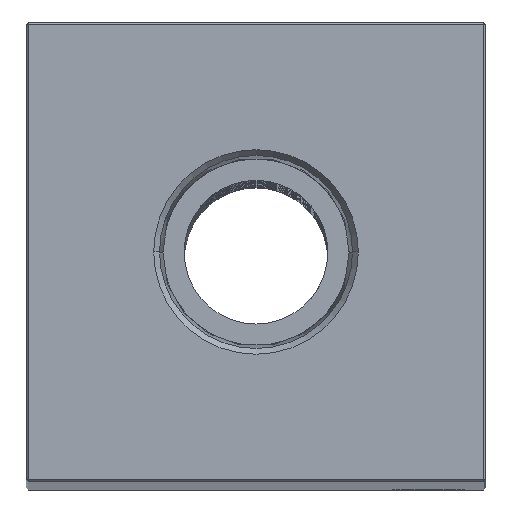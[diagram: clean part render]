
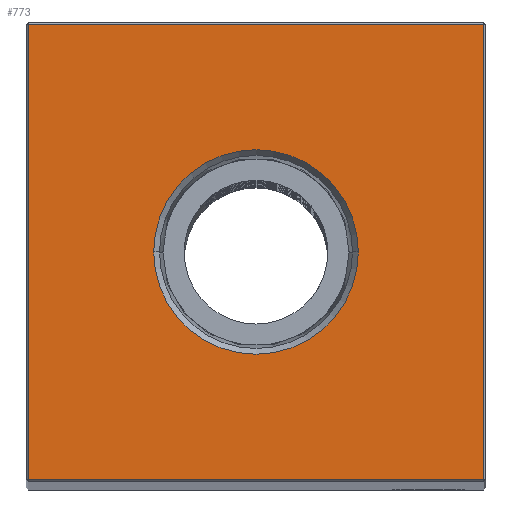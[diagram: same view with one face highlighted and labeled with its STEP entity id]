
A CAD part, top view. The second image highlights one B-rep face of the part: STEP entity #773.
In plain terms, the highlighted planar face has unit normal (0, 0, 1).
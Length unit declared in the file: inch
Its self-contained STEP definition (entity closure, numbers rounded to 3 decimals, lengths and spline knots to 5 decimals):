
#690 = VERTEX_POINT ( 'NONE', #16411 ) ;
#773 = ADVANCED_FACE ( 'NONE', ( #19176, #1762 ), #19614, .F. ) ;
#796 = DIRECTION ( 'NONE',  ( 0., -1., 0. ) ) ;
#1159 = CARTESIAN_POINT ( 'NONE',  ( 0.44487, 0., 20.25 ) ) ;
#1478 = EDGE_CURVE ( 'NONE', #11752, #17692, #25685, .T. ) ;
#1481 = VECTOR ( 'NONE', #4720, 39.37008 ) ;
#1624 = DIRECTION ( 'NONE',  ( -1., 0., 0. ) ) ;
#1762 = FACE_BOUND ( 'NONE', #22389, .T. ) ;
#2568 = VECTOR ( 'NONE', #15802, 39.37008 ) ;
#3272 = LINE ( 'NONE', #7541, #24499 ) ;
#3709 = ORIENTED_EDGE ( 'NONE', *, *, #23041, .F. ) ;
#4720 = DIRECTION ( 'NONE',  ( 1., 0., 0. ) ) ;
#6626 = DIRECTION ( 'NONE',  ( 1., 0., 0. ) ) ;
#7541 = CARTESIAN_POINT ( 'NONE',  ( -0.99, 0., 20.25 ) ) ;
#8085 = EDGE_LOOP ( 'NONE', ( #24015, #13920, #24701, #25040 ) ) ;
#8213 = DIRECTION ( 'NONE',  ( 0., 0., -1. ) ) ;
#8688 = EDGE_CURVE ( 'NONE', #13546, #28442, #3272, .T. ) ;
#8783 = CARTESIAN_POINT ( 'NONE',  ( 0., 0.99, 20.25 ) ) ;
#9059 = CIRCLE ( 'NONE', #10918, 0.44487 ) ;
#10407 = CARTESIAN_POINT ( 'NONE',  ( 0., 0., 20.25 ) ) ;
#10507 = CIRCLE ( 'NONE', #15192, 0.44487 ) ;
#10827 = CARTESIAN_POINT ( 'NONE',  ( -0.99, -0.99, 20.25 ) ) ;
#10867 = EDGE_CURVE ( 'NONE', #690, #13427, #10507, .T. ) ;
#10892 = EDGE_CURVE ( 'NONE', #17692, #13546, #18278, .T. ) ;
#10918 = AXIS2_PLACEMENT_3D ( 'NONE', #26514, #11296, #6626 ) ;
#11296 = DIRECTION ( 'NONE',  ( 0., 0., 1. ) ) ;
#11306 = CARTESIAN_POINT ( 'NONE',  ( 0., -0.99, 20.25 ) ) ;
#11752 = VERTEX_POINT ( 'NONE', #18575 ) ;
#13427 = VERTEX_POINT ( 'NONE', #1159 ) ;
#13546 = VERTEX_POINT ( 'NONE', #13891 ) ;
#13891 = CARTESIAN_POINT ( 'NONE',  ( -0.99, 0.99, 20.25 ) ) ;
#13904 = DIRECTION ( 'NONE',  ( 0., 0., 1. ) ) ;
#13920 = ORIENTED_EDGE ( 'NONE', *, *, #18437, .T. ) ;
#14492 = AXIS2_PLACEMENT_3D ( 'NONE', #10407, #8213, #1624 ) ;
#15192 = AXIS2_PLACEMENT_3D ( 'NONE', #22806, #13904, #24575 ) ;
#15802 = DIRECTION ( 'NONE',  ( -1., 0., 0. ) ) ;
#16411 = CARTESIAN_POINT ( 'NONE',  ( -0.44487, 0., 20.25 ) ) ;
#17692 = VERTEX_POINT ( 'NONE', #21228 ) ;
#18253 = VECTOR ( 'NONE', #28180, 39.37008 ) ;
#18278 = LINE ( 'NONE', #8783, #2568 ) ;
#18437 = EDGE_CURVE ( 'NONE', #28442, #11752, #20079, .T. ) ;
#18575 = CARTESIAN_POINT ( 'NONE',  ( 0.99, -0.99, 20.25 ) ) ;
#19176 = FACE_OUTER_BOUND ( 'NONE', #8085, .T. ) ;
#19614 = PLANE ( 'NONE',  #14492 ) ;
#20079 = LINE ( 'NONE', #11306, #1481 ) ;
#21228 = CARTESIAN_POINT ( 'NONE',  ( 0.99, 0.99, 20.25 ) ) ;
#22389 = EDGE_LOOP ( 'NONE', ( #3709, #25734 ) ) ;
#22806 = CARTESIAN_POINT ( 'NONE',  ( 0., 0., 20.25 ) ) ;
#23041 = EDGE_CURVE ( 'NONE', #13427, #690, #9059, .T. ) ;
#24015 = ORIENTED_EDGE ( 'NONE', *, *, #8688, .T. ) ;
#24499 = VECTOR ( 'NONE', #796, 39.37008 ) ;
#24575 = DIRECTION ( 'NONE',  ( 1., 0., 0. ) ) ;
#24701 = ORIENTED_EDGE ( 'NONE', *, *, #1478, .T. ) ;
#25040 = ORIENTED_EDGE ( 'NONE', *, *, #10892, .T. ) ;
#25685 = LINE ( 'NONE', #28860, #18253 ) ;
#25734 = ORIENTED_EDGE ( 'NONE', *, *, #10867, .F. ) ;
#26514 = CARTESIAN_POINT ( 'NONE',  ( 0., 0., 20.25 ) ) ;
#28180 = DIRECTION ( 'NONE',  ( 0., 1., 0. ) ) ;
#28442 = VERTEX_POINT ( 'NONE', #10827 ) ;
#28860 = CARTESIAN_POINT ( 'NONE',  ( 0.99, 0., 20.25 ) ) ;
